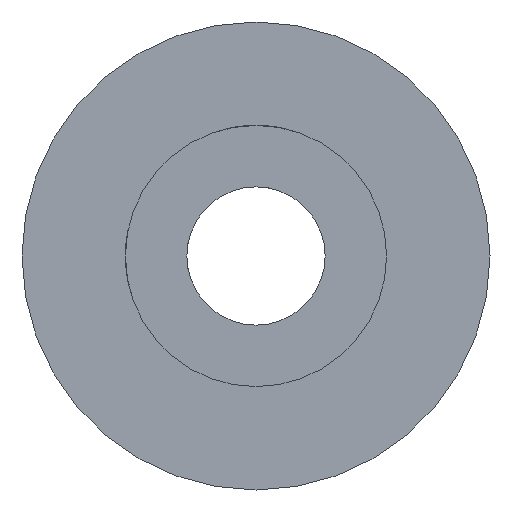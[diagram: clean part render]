
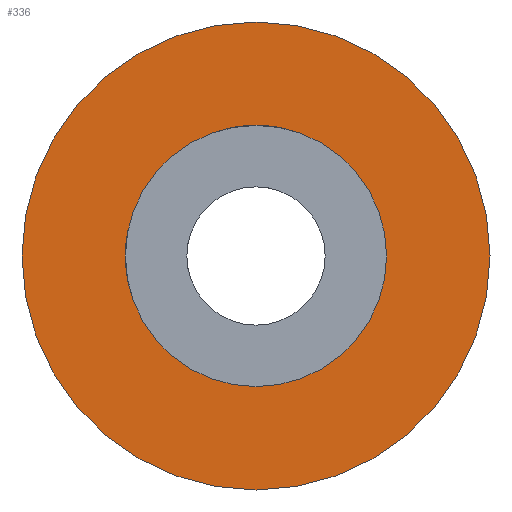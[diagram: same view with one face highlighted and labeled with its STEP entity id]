
A CAD part, left-side view. The second image highlights one B-rep face of the part: STEP entity #336.
In plain terms, the highlighted planar face has unit normal (-1, 0, 0).
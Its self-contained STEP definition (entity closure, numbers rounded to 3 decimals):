
#11 = CIRCLE ( 'NONE', #374, 6. ) ;
#39 = PLANE ( 'NONE',  #93 ) ;
#56 = EDGE_CURVE ( 'NONE', #614, #459, #536, .T. ) ;
#59 = DIRECTION ( 'NONE',  ( 0., 0., -1. ) ) ;
#60 = DIRECTION ( 'NONE',  ( 1., 0., 0. ) ) ;
#66 = CARTESIAN_POINT ( 'NONE',  ( 6.3, 0., 0. ) ) ;
#80 = AXIS2_PLACEMENT_3D ( 'NONE', #226, #225, #224 ) ;
#93 = AXIS2_PLACEMENT_3D ( 'NONE', #282, #298, #486 ) ;
#100 = CARTESIAN_POINT ( 'NONE',  ( 6.3, 0., 0. ) ) ;
#103 = DIRECTION ( 'NONE',  ( 1., 0., 0. ) ) ;
#119 = DIRECTION ( 'NONE',  ( 0., 0., -1. ) ) ;
#126 = AXIS2_PLACEMENT_3D ( 'NONE', #219, #198, #326 ) ;
#132 = ORIENTED_EDGE ( 'NONE', *, *, #645, .F. ) ;
#146 = VERTEX_POINT ( 'NONE', #685 ) ;
#183 = EDGE_CURVE ( 'NONE', #146, #570, #755, .T. ) ;
#190 = ORIENTED_EDGE ( 'NONE', *, *, #183, .F. ) ;
#198 = DIRECTION ( 'NONE',  ( 1., 0., 0. ) ) ;
#202 = ORIENTED_EDGE ( 'NONE', *, *, #217, .T. ) ;
#205 = EDGE_LOOP ( 'NONE', ( #190, #132 ) ) ;
#217 = EDGE_CURVE ( 'NONE', #459, #614, #11, .T. ) ;
#219 = CARTESIAN_POINT ( 'NONE',  ( 6.3, 0., 0. ) ) ;
#224 = DIRECTION ( 'NONE',  ( 0., 0., -1. ) ) ;
#225 = DIRECTION ( 'NONE',  ( 1., 0., 0. ) ) ;
#226 = CARTESIAN_POINT ( 'NONE',  ( 6.3, 0., 0. ) ) ;
#243 = AXIS2_PLACEMENT_3D ( 'NONE', #100, #103, #119 ) ;
#282 = CARTESIAN_POINT ( 'NONE',  ( 6.3, 10.75, 0. ) ) ;
#286 = CARTESIAN_POINT ( 'NONE',  ( 6.3, 0., -6. ) ) ;
#298 = DIRECTION ( 'NONE',  ( -1., 0., 0. ) ) ;
#326 = DIRECTION ( 'NONE',  ( 0., 0., -1. ) ) ;
#336 = ADVANCED_FACE ( 'NONE', ( #444, #582 ), #39, .T. ) ;
#362 = ORIENTED_EDGE ( 'NONE', *, *, #56, .T. ) ;
#374 = AXIS2_PLACEMENT_3D ( 'NONE', #66, #60, #59 ) ;
#436 = EDGE_LOOP ( 'NONE', ( #362, #202 ) ) ;
#444 = FACE_BOUND ( 'NONE', #436, .T. ) ;
#459 = VERTEX_POINT ( 'NONE', #530 ) ;
#486 = DIRECTION ( 'NONE',  ( 0., 0., 1. ) ) ;
#512 = CARTESIAN_POINT ( 'NONE',  ( 6.3, 0., 10.75 ) ) ;
#530 = CARTESIAN_POINT ( 'NONE',  ( 6.3, 0., 6. ) ) ;
#536 = CIRCLE ( 'NONE', #126, 6. ) ;
#570 = VERTEX_POINT ( 'NONE', #512 ) ;
#582 = FACE_OUTER_BOUND ( 'NONE', #205, .T. ) ;
#613 = CIRCLE ( 'NONE', #80, 10.75 ) ;
#614 = VERTEX_POINT ( 'NONE', #286 ) ;
#645 = EDGE_CURVE ( 'NONE', #570, #146, #613, .T. ) ;
#685 = CARTESIAN_POINT ( 'NONE',  ( 6.3, 0., -10.75 ) ) ;
#755 = CIRCLE ( 'NONE', #243, 10.75 ) ;
